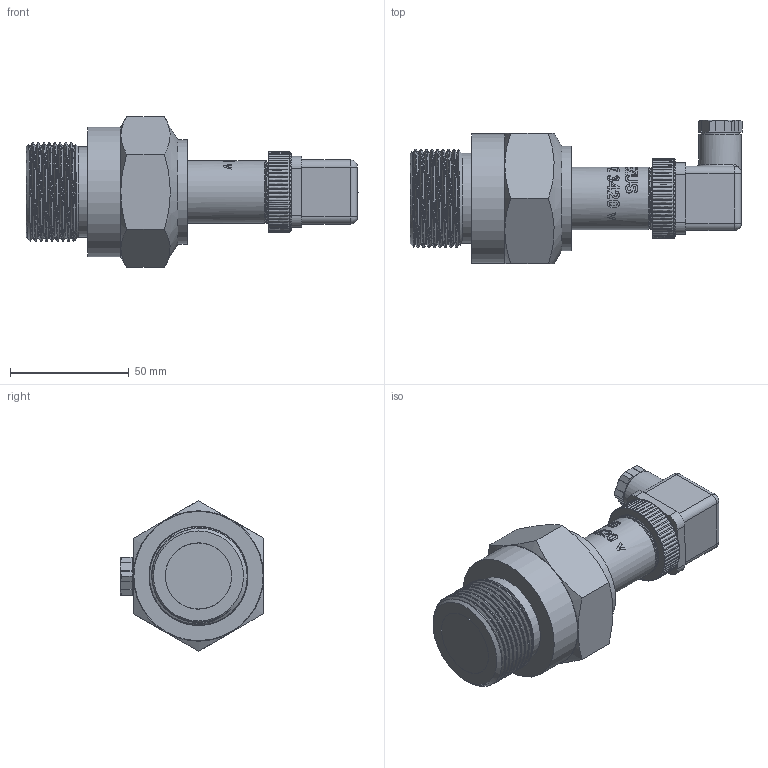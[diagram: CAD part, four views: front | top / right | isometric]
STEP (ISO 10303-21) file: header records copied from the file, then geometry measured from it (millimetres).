
FILE_DESCRIPTION(/* description */ (''),/* implementation_level */ '2;1');
FILE_NAME(/* name */ 'APZ3420v_G1-1''2-protected_1.step',/* time_stamp */ '2021-07-13T16:53:10+03:00',/* author */ (''),/* organization */ (''),/* preprocessor_version */ 'ST-DEVELOPER v18.1',/* originating_system */ 'Autodesk Translation Framework v10.9.0.1377',/* authorisation */ '');
FILE_SCHEMA (('AUTOMOTIVE_DESIGN { 1 0 10303 214 3 1 1 }'));
Products named in the file (6): АПЗ 3420 v - filled; OMAL nut M27x1.5 v8; DIN 43650A female part 28 mm high v6; DIN 43650A male Hirshmann round base v3; CT002.000.084 (стакан 37) v3; МР00-01.266.410.126 v3
Assembly tree (5 placements, depth 2):
  АПЗ 3420 v - filled
    OMAL nut M27x1.5 v8
    DIN 43650A female part 28 mm high v6
    DIN 43650A male Hirshmann round base v3
    CT002.000.084 (стакан 37) v3
    МР00-01.266.410.126 v3
Bounding box: 140.02 x 60.56 x 63.51 mm (x, y, z)
Volume: 178941.5 mm3; surface area: 36650.1 mm2
Topology: 4 solids, 5 shells, 1398 faces, 3846 edges, 2560 vertices
Faces by surface type: plane 566, bspline 561, cylinder 224, cone 26, torus 15, sphere 6
Full cylindrical faces by diameter (mm): 1.6 x4, 1.65 x4, 2 x2, 2.2 x1, 2.537 x6, 2.579 x1, 2.938 x10, 3.2 x1, 5 x1, 6 x1, 7.8 x1, 8 x1, 10 x1, 16 x1, 18 x1, 20 x1, 21 x1, 21.4 x2, 22 x1, 22.5 x1, 24.4 x1, 25.132 x4, 25.526 x4, 25.7 x1, 26.5 x5, 27.208 x5, 27.9 x1, 28 x2, 38 x1, 38.952 x8
Entity records: 68026 total; most frequent: CARTESIAN_POINT 36245, ORIENTED_EDGE 7688, DIRECTION 4583, EDGE_CURVE 3844, VERTEX_POINT 2560, LINE 1843, VECTOR 1843, EDGE_LOOP 1520
